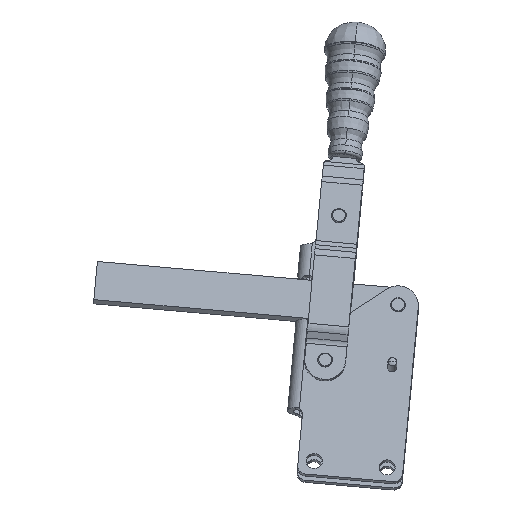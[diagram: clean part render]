
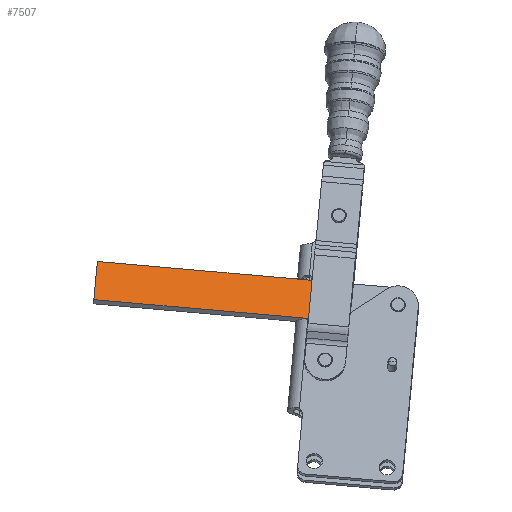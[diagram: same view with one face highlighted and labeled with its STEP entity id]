
A CAD part, front view. The second image highlights one B-rep face of the part: STEP entity #7507.
In plain terms, the highlighted planar face has unit normal (0.016, -0.935, 0.354).
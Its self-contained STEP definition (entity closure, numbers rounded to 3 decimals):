
#7450=CARTESIAN_POINT('',(-100.728,35.918,92.482));
#7451=DIRECTION('',(0.016,-0.935,0.355));
#7452=DIRECTION('',(0.996,-0.016,-0.088));
#7453=AXIS2_PLACEMENT_3D('',#7450,#7451,#7452);
#7454=PLANE('',#7453);
#7455=CARTESIAN_POINT('',(-62.753,39.946,101.418));
#7456=VERTEX_POINT('',#7455);
#7457=CARTESIAN_POINT('',(-62.819,40.276,102.292));
#7458=VERTEX_POINT('',#7457);
#7459=CARTESIAN_POINT('',(-65.741,39.993,101.675));
#7460=DIRECTION('',(0.016,-0.935,0.355));
#7461=DIRECTION('',(0.911,-0.133,-0.391));
#7462=AXIS2_PLACEMENT_3D('',#7459,#7460,#7461);
#7463=CIRCLE('',#7462,3.);
#7464=EDGE_CURVE('',#7456,#7458,#7463,.T.);
#7465=ORIENTED_EDGE('',*,*,#7464,.T.);
#7466=CARTESIAN_POINT('',(-209.811,42.698,115.208));
#7467=VERTEX_POINT('',#7466);
#7468=CARTESIAN_POINT('',(-209.811,42.698,115.208));
#7469=DIRECTION('',(0.996,-0.016,-0.088));
#7470=VECTOR('',#7469,147.579);
#7471=LINE('',#7468,#7470);
#7472=EDGE_CURVE('',#7467,#7458,#7471,.T.);
#7473=ORIENTED_EDGE('',*,*,#7472,.F.);
#7474=CARTESIAN_POINT('',(-212.265,32.773,89.141));
#7475=VERTEX_POINT('',#7474);
#7476=CARTESIAN_POINT('',(-212.265,32.773,89.141));
#7477=DIRECTION('',(0.088,0.354,0.931));
#7478=VECTOR('',#7477,28.);
#7479=LINE('',#7476,#7478);
#7480=EDGE_CURVE('',#7475,#7467,#7479,.T.);
#7481=ORIENTED_EDGE('',*,*,#7480,.F.);
#7482=CARTESIAN_POINT('',(-51.158,30.118,74.985));
#7483=VERTEX_POINT('',#7482);
#7484=CARTESIAN_POINT('',(-51.158,30.118,74.985));
#7485=DIRECTION('',(-0.996,0.016,0.088));
#7486=VECTOR('',#7485,161.75);
#7487=LINE('',#7484,#7486);
#7488=EDGE_CURVE('',#7483,#7475,#7487,.T.);
#7489=ORIENTED_EDGE('',*,*,#7488,.F.);
#7490=CARTESIAN_POINT('',(-63.877,35.302,89.22));
#7491=VERTEX_POINT('',#7490);
#7492=CARTESIAN_POINT('',(-49.931,35.081,88.018));
#7493=DIRECTION('',(-0.016,0.935,-0.355));
#7494=DIRECTION('',(0.996,-0.016,-0.086));
#7495=AXIS2_PLACEMENT_3D('',#7492,#7493,#7494);
#7496=CIRCLE('',#7495,14.);
#7497=EDGE_CURVE('',#7483,#7491,#7496,.T.);
#7498=ORIENTED_EDGE('',*,*,#7497,.T.);
#7499=CARTESIAN_POINT('',(-63.877,35.302,89.22));
#7500=DIRECTION('',(0.086,0.355,0.931));
#7501=VECTOR('',#7500,13.1);
#7502=LINE('',#7499,#7501);
#7503=EDGE_CURVE('',#7491,#7456,#7502,.T.);
#7504=ORIENTED_EDGE('',*,*,#7503,.T.);
#7505=EDGE_LOOP('',(#7465,#7473,#7481,#7489,#7498,#7504));
#7506=FACE_OUTER_BOUND('',#7505,.T.);
#7507=ADVANCED_FACE('',(#7506),#7454,.T.);
